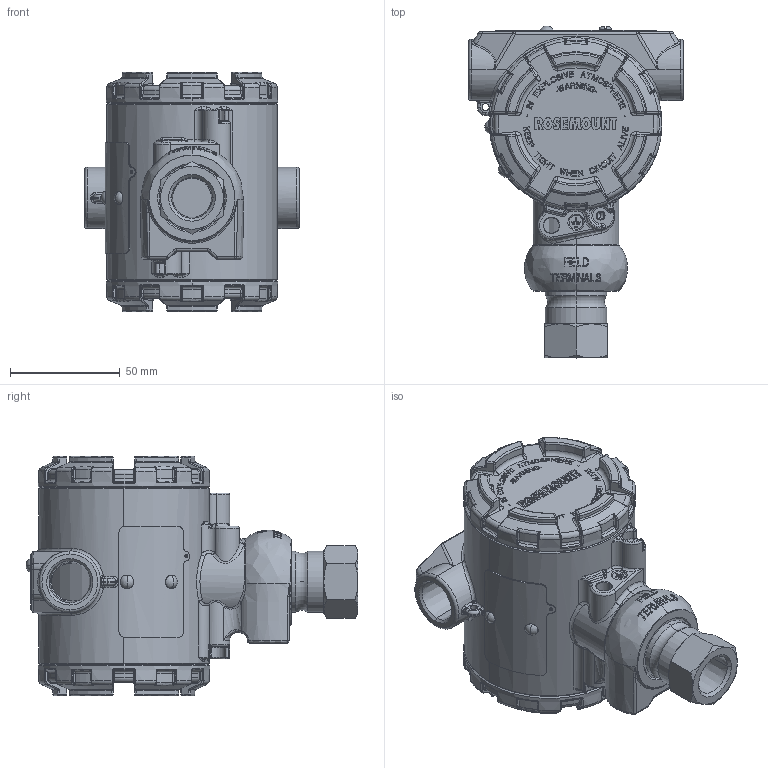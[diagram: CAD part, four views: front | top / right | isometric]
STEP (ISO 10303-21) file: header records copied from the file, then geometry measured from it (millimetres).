
FILE_DESCRIPTION((''),'2;1');
FILE_NAME('2088-3D_SW0001','2013-05-09T',('johnarm'),('Rosemount Measurement Division'),'PRO/ENGINEER BY PARAMETRIC TECHNOLOGY CORPORATION, 2010180','PRO/ENGINEER BY PARAMETRIC TECHNOLOGY CORPORATION, 2010180','');
FILE_SCHEMA(('CONFIG_CONTROL_DESIGN'));
Length unit declared in the file: inch
Products named in the file (1): 2088-3D_SW0001
Bounding box: 97.79 x 151.1 x 108.97 mm (x, y, z)
Surface area: 76667.3 mm2 (no closed solid volume)
Topology: 0 solids, 50 shells, 1889 faces, 6845 edges, 4960 vertices
Faces by surface type: plane 628, bspline 606, cylinder 310, torus 192, cone 89, sphere 64
Entity records: 98771 total; most frequent: CARTESIAN_POINT 46667, ORIENTED_EDGE 11149, DIRECTION 8767, EDGE_CURVE 6787, VERTEX_POINT 4960, VECTOR 3761, LINE 3761, AXIS2_PLACEMENT_3D 2503
